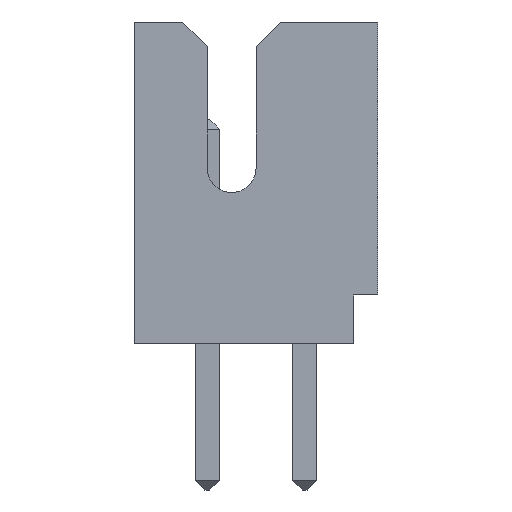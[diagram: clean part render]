
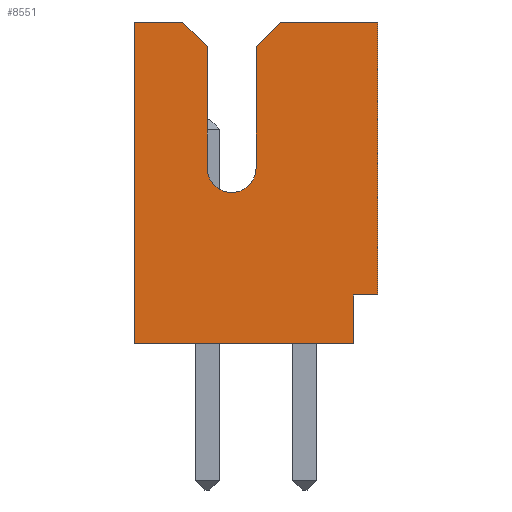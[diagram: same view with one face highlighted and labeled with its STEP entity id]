
A CAD part, left-side view. The second image highlights one B-rep face of the part: STEP entity #8551.
In plain terms, the highlighted planar face has unit normal (-1, 0, 0).
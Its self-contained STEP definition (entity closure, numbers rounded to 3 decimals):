
#48 = ORIENTED_EDGE ( 'NONE', *, *, #24872, .T. ) ;
#174 = CARTESIAN_POINT ( 'NONE',  ( -9., -2.5, 6.6 ) ) ;
#812 = FACE_OUTER_BOUND ( 'NONE', #1210, .T. ) ;
#1098 = CARTESIAN_POINT ( 'NONE',  ( -9., -2.5, 6.6 ) ) ;
#1210 = EDGE_LOOP ( 'NONE', ( #25535, #26520, #25945, #11315, #19383, #3939, #3288, #4641, #1913, #25386, #2698, #48, #22669 ) ) ;
#1285 = LINE ( 'NONE', #9698, #20741 ) ;
#1525 = VECTOR ( 'NONE', #10787, 1000. ) ;
#1701 = CARTESIAN_POINT ( 'NONE',  ( -9., 1., 6.1 ) ) ;
#1913 = ORIENTED_EDGE ( 'NONE', *, *, #7713, .T. ) ;
#1987 = CARTESIAN_POINT ( 'NONE',  ( -9., -2.5, 6.6 ) ) ;
#2109 = VERTEX_POINT ( 'NONE', #3527 ) ;
#2116 = DIRECTION ( 'NONE',  ( 0., -1., 0. ) ) ;
#2622 = CARTESIAN_POINT ( 'NONE',  ( -9., 1., 6.1 ) ) ;
#2698 = ORIENTED_EDGE ( 'NONE', *, *, #12485, .T. ) ;
#2707 = DIRECTION ( 'NONE',  ( 0., 0., 1. ) ) ;
#2804 = CIRCLE ( 'NONE', #8087, 0.5 ) ;
#2965 = VECTOR ( 'NONE', #24771, 1000. ) ;
#3143 = EDGE_CURVE ( 'NONE', #15846, #16404, #22469, .T. ) ;
#3288 = ORIENTED_EDGE ( 'NONE', *, *, #26036, .T. ) ;
#3332 = VECTOR ( 'NONE', #2116, 1000. ) ;
#3527 = CARTESIAN_POINT ( 'NONE',  ( -9., 2.5, 6.6 ) ) ;
#3686 = CARTESIAN_POINT ( 'NONE',  ( -9., -2.5, 6.6 ) ) ;
#3699 = DIRECTION ( 'NONE',  ( 0., -1., 0. ) ) ;
#3939 = ORIENTED_EDGE ( 'NONE', *, *, #11324, .T. ) ;
#4396 = CARTESIAN_POINT ( 'NONE',  ( -9., 1., 3.1 ) ) ;
#4641 = ORIENTED_EDGE ( 'NONE', *, *, #27027, .F. ) ;
#4966 = CARTESIAN_POINT ( 'NONE',  ( -9., -2., 0. ) ) ;
#4988 = CARTESIAN_POINT ( 'NONE',  ( -9., -0.5, 6.6 ) ) ;
#5663 = VERTEX_POINT ( 'NONE', #2622 ) ;
#5667 = EDGE_CURVE ( 'NONE', #16703, #24386, #2804, .T. ) ;
#5835 = VERTEX_POINT ( 'NONE', #8502 ) ;
#6417 = VERTEX_POINT ( 'NONE', #4988 ) ;
#6965 = VERTEX_POINT ( 'NONE', #11121 ) ;
#7713 = EDGE_CURVE ( 'NONE', #2109, #15846, #20094, .T. ) ;
#8087 = AXIS2_PLACEMENT_3D ( 'NONE', #13533, #11590, #11027 ) ;
#8502 = CARTESIAN_POINT ( 'NONE',  ( -9., 1.5, 6.6 ) ) ;
#8551 = ADVANCED_FACE ( 'NONE', ( #812 ), #26467, .F. ) ;
#8583 = LINE ( 'NONE', #1987, #3332 ) ;
#8789 = VECTOR ( 'NONE', #25555, 1000. ) ;
#9698 = CARTESIAN_POINT ( 'NONE',  ( -9., 0., 3.1 ) ) ;
#10187 = VECTOR ( 'NONE', #12850, 1000. ) ;
#10274 = CARTESIAN_POINT ( 'NONE',  ( -9., 0.5, 3.1 ) ) ;
#10357 = DIRECTION ( 'NONE',  ( 0., 0.707, -0.707 ) ) ;
#10787 = DIRECTION ( 'NONE',  ( 0., 0., -1. ) ) ;
#10857 = CARTESIAN_POINT ( 'NONE',  ( -9., 1., 3.6 ) ) ;
#11027 = DIRECTION ( 'NONE',  ( 0., 0., -1. ) ) ;
#11046 = CARTESIAN_POINT ( 'NONE',  ( -9., -2.5, 1. ) ) ;
#11121 = CARTESIAN_POINT ( 'NONE',  ( -9., 0., 6.1 ) ) ;
#11234 = EDGE_CURVE ( 'NONE', #6417, #6965, #21383, .T. ) ;
#11315 = ORIENTED_EDGE ( 'NONE', *, *, #5667, .T. ) ;
#11324 = EDGE_CURVE ( 'NONE', #19086, #5663, #23332, .T. ) ;
#11364 = CARTESIAN_POINT ( 'NONE',  ( -9., 2.5, 0. ) ) ;
#11590 = DIRECTION ( 'NONE',  ( 1., 0., 0. ) ) ;
#11665 = VERTEX_POINT ( 'NONE', #22040 ) ;
#11713 = CARTESIAN_POINT ( 'NONE',  ( -9., -2.5, 0. ) ) ;
#11780 = DIRECTION ( 'NONE',  ( 0., 0.707, 0.707 ) ) ;
#11865 = VERTEX_POINT ( 'NONE', #3686 ) ;
#12485 = EDGE_CURVE ( 'NONE', #16404, #11665, #18334, .T. ) ;
#12850 = DIRECTION ( 'NONE',  ( 0., 0., 1. ) ) ;
#13024 = CIRCLE ( 'NONE', #19167, 0.5 ) ;
#13146 = CARTESIAN_POINT ( 'NONE',  ( -9., -2.5, 1. ) ) ;
#13533 = CARTESIAN_POINT ( 'NONE',  ( -9., 0.5, 3.6 ) ) ;
#14243 = VECTOR ( 'NONE', #10357, 1000. ) ;
#14313 = CARTESIAN_POINT ( 'NONE',  ( -9., 2.5, 6.6 ) ) ;
#14382 = CARTESIAN_POINT ( 'NONE',  ( -9., 0.5, 3.6 ) ) ;
#14484 = VECTOR ( 'NONE', #26725, 1000. ) ;
#14829 = CARTESIAN_POINT ( 'NONE',  ( -9., 0., 3.6 ) ) ;
#15248 = LINE ( 'NONE', #13146, #8789 ) ;
#15846 = VERTEX_POINT ( 'NONE', #11364 ) ;
#15906 = DIRECTION ( 'NONE',  ( 1., 0., 0. ) ) ;
#16385 = CARTESIAN_POINT ( 'NONE',  ( -9., -2., 0. ) ) ;
#16404 = VERTEX_POINT ( 'NONE', #16385 ) ;
#16703 = VERTEX_POINT ( 'NONE', #14829 ) ;
#16854 = VERTEX_POINT ( 'NONE', #11046 ) ;
#17732 = EDGE_CURVE ( 'NONE', #11865, #16854, #18800, .T. ) ;
#17913 = EDGE_CURVE ( 'NONE', #24386, #19086, #13024, .T. ) ;
#18022 = DIRECTION ( 'NONE',  ( 0., -1., 0. ) ) ;
#18334 = LINE ( 'NONE', #4966, #14484 ) ;
#18800 = LINE ( 'NONE', #174, #1525 ) ;
#19086 = VERTEX_POINT ( 'NONE', #10857 ) ;
#19167 = AXIS2_PLACEMENT_3D ( 'NONE', #14382, #22757, #20434 ) ;
#19383 = ORIENTED_EDGE ( 'NONE', *, *, #17913, .T. ) ;
#19795 = VECTOR ( 'NONE', #3699, 1000. ) ;
#20094 = LINE ( 'NONE', #14313, #2965 ) ;
#20434 = DIRECTION ( 'NONE',  ( 0., 0., -1. ) ) ;
#20741 = VECTOR ( 'NONE', #2707, 1000. ) ;
#21308 = EDGE_CURVE ( 'NONE', #16703, #6965, #1285, .T. ) ;
#21383 = LINE ( 'NONE', #25674, #14243 ) ;
#22025 = VECTOR ( 'NONE', #11780, 1000. ) ;
#22040 = CARTESIAN_POINT ( 'NONE',  ( -9., -2., 1. ) ) ;
#22408 = LINE ( 'NONE', #1701, #22025 ) ;
#22469 = LINE ( 'NONE', #11713, #19795 ) ;
#22549 = LINE ( 'NONE', #24615, #26874 ) ;
#22669 = ORIENTED_EDGE ( 'NONE', *, *, #17732, .F. ) ;
#22757 = DIRECTION ( 'NONE',  ( 1., 0., 0. ) ) ;
#23332 = LINE ( 'NONE', #4396, #10187 ) ;
#24386 = VERTEX_POINT ( 'NONE', #10274 ) ;
#24410 = DIRECTION ( 'NONE',  ( 0., 0., -1. ) ) ;
#24615 = CARTESIAN_POINT ( 'NONE',  ( -9., -2.5, 6.6 ) ) ;
#24771 = DIRECTION ( 'NONE',  ( 0., 0., -1. ) ) ;
#24872 = EDGE_CURVE ( 'NONE', #11665, #16854, #15248, .T. ) ;
#25386 = ORIENTED_EDGE ( 'NONE', *, *, #3143, .T. ) ;
#25417 = AXIS2_PLACEMENT_3D ( 'NONE', #1098, #15906, #24410 ) ;
#25535 = ORIENTED_EDGE ( 'NONE', *, *, #26015, .F. ) ;
#25555 = DIRECTION ( 'NONE',  ( 0., -1., 0. ) ) ;
#25674 = CARTESIAN_POINT ( 'NONE',  ( -9., 0., 6.1 ) ) ;
#25945 = ORIENTED_EDGE ( 'NONE', *, *, #21308, .F. ) ;
#26015 = EDGE_CURVE ( 'NONE', #6417, #11865, #22549, .T. ) ;
#26036 = EDGE_CURVE ( 'NONE', #5663, #5835, #22408, .T. ) ;
#26467 = PLANE ( 'NONE',  #25417 ) ;
#26520 = ORIENTED_EDGE ( 'NONE', *, *, #11234, .T. ) ;
#26725 = DIRECTION ( 'NONE',  ( 0., 0., 1. ) ) ;
#26874 = VECTOR ( 'NONE', #18022, 1000. ) ;
#27027 = EDGE_CURVE ( 'NONE', #2109, #5835, #8583, .T. ) ;
